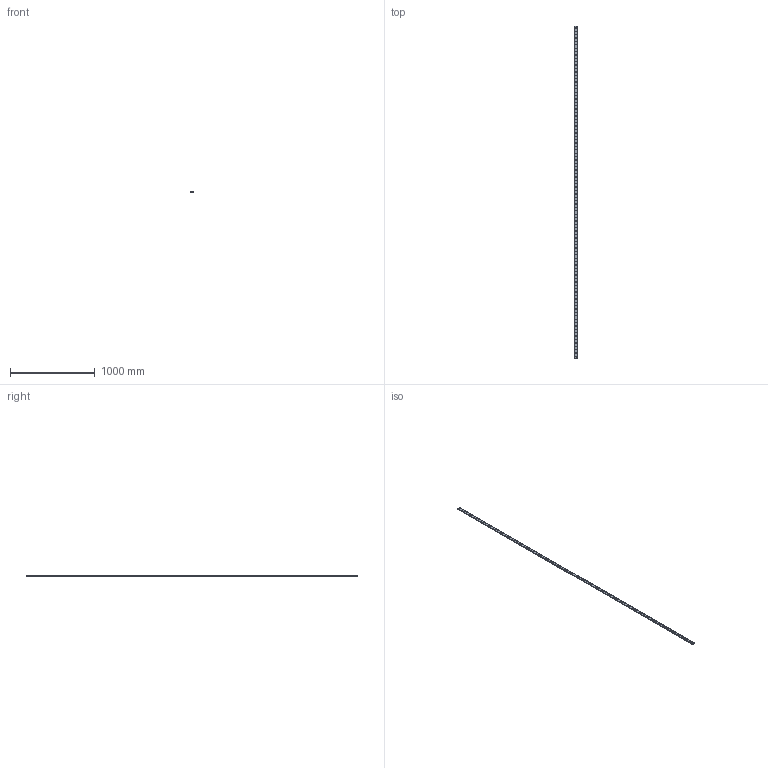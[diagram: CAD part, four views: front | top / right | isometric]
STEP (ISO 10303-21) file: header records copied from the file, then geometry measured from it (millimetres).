
FILE_DESCRIPTION(('STEP AP214'),'1');
FILE_NAME('cctmp_D509B5DF-2F31-45FE-851F-967078F1E47C_2021_03_02_10_46_38_0055..stp','2021-03-02T09:46:38',('HIWIN GmbH'),('CADClick - www.CADClick.com'),'Spatial InterOp 3D',' ','unknown authorization');
FILE_SCHEMA(('AUTOMOTIVE_DESIGN'));
Length unit declared in the file: millimetre
Products named in the file (1): WER17R3920H_FILE
Bounding box: 33 x 3920 x 9.3 mm (x, y, z)
Volume: 1082754.2 mm3; surface area: 382980.8 mm2
Topology: 1 solids, 1 shells, 1867 faces, 3819 edges, 2546 vertices
Faces by surface type: cylinder 1194, plane 673
Entity records: 65301 total; most frequent: DIRECTION 9943, CARTESIAN_POINT 8233, ORIENTED_EDGE 7638, AXIS2_PLACEMENT_3D 4256, EDGE_CURVE 3819, VERTEX_POINT 2546, EDGE_LOOP 2459, CIRCLE 2388
